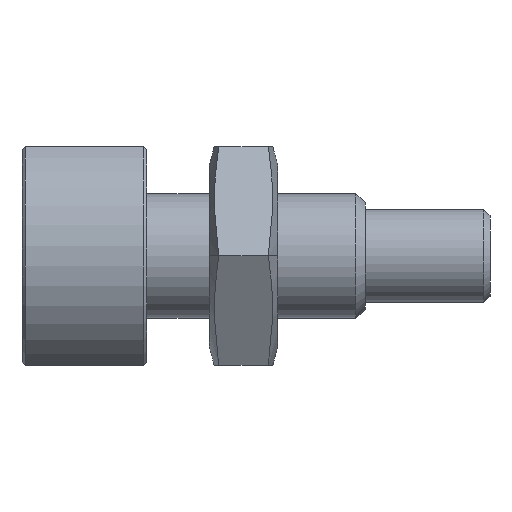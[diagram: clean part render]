
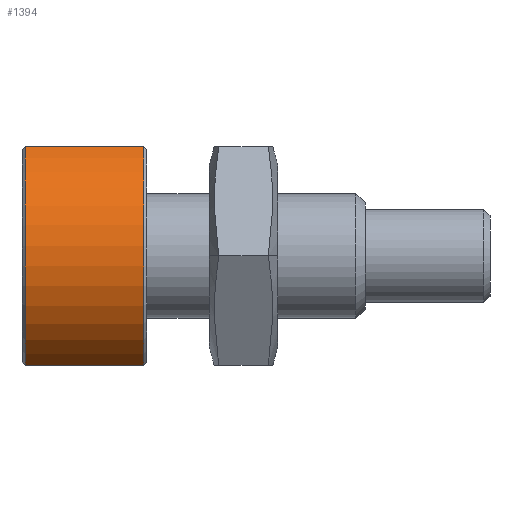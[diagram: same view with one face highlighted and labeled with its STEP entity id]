
A CAD part, top view. The second image highlights one B-rep face of the part: STEP entity #1394.
In plain terms, the highlighted cylindrical face has radius 4 mm (diameter 8 mm), a partial arc.
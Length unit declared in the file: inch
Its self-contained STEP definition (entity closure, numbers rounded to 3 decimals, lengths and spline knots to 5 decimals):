
#18 = AXIS2_PLACEMENT_3D ( 'NONE', #1656, #1592, #1795 ) ;
#156 = ORIENTED_EDGE ( 'NONE', *, *, #626, .F. ) ;
#168 = CARTESIAN_POINT ( 'NONE',  ( 0.15354, 0.1378, 0.07624 ) ) ;
#236 = AXIS2_PLACEMENT_3D ( 'NONE', #729, #726, #723 ) ;
#241 = AXIS2_PLACEMENT_3D ( 'NONE', #765, #761, #757 ) ;
#304 = CYLINDRICAL_SURFACE ( 'NONE', #18, 0.15748 ) ;
#331 = FACE_OUTER_BOUND ( 'NONE', #1475, .T. ) ;
#383 = CARTESIAN_POINT ( 'NONE',  ( 0.00394, -0.1378, 0.07624 ) ) ;
#571 = CARTESIAN_POINT ( 'NONE',  ( 0.59055, -0.1378, 0.07624 ) ) ;
#573 = EDGE_CURVE ( 'NONE', #1265, #1108, #802, .T. ) ;
#578 = EDGE_CURVE ( 'NONE', #1405, #1265, #794, .T. ) ;
#579 = DIRECTION ( 'NONE',  ( -1., 0., 0. ) ) ;
#584 = EDGE_CURVE ( 'NONE', #1108, #1510, #788, .T. ) ;
#626 = EDGE_CURVE ( 'NONE', #1405, #1510, #755, .T. ) ;
#723 = DIRECTION ( 'NONE',  ( 0., -1., 0. ) ) ;
#726 = DIRECTION ( 'NONE',  ( 1., 0., 0. ) ) ;
#729 = CARTESIAN_POINT ( 'NONE',  ( 0.00394, 0., 0. ) ) ;
#741 = VECTOR ( 'NONE', #579, 39.37008 ) ;
#755 = LINE ( 'NONE', #571, #741 ) ;
#757 = DIRECTION ( 'NONE',  ( 0., 1., 0. ) ) ;
#761 = DIRECTION ( 'NONE',  ( -1., 0., 0. ) ) ;
#765 = CARTESIAN_POINT ( 'NONE',  ( 0.15354, 0., 0. ) ) ;
#788 = CIRCLE ( 'NONE', #236, 0.15748 ) ;
#794 = CIRCLE ( 'NONE', #241, 0.15748 ) ;
#795 = VECTOR ( 'NONE', #847, 39.37008 ) ;
#802 = LINE ( 'NONE', #826, #795 ) ;
#826 = CARTESIAN_POINT ( 'NONE',  ( 0.59055, 0.1378, 0.07624 ) ) ;
#847 = DIRECTION ( 'NONE',  ( -1., 0., 0. ) ) ;
#1108 = VERTEX_POINT ( 'NONE', #1723 ) ;
#1179 = ORIENTED_EDGE ( 'NONE', *, *, #573, .T. ) ;
#1265 = VERTEX_POINT ( 'NONE', #168 ) ;
#1394 = ADVANCED_FACE ( 'NONE', ( #331 ), #304, .T. ) ;
#1405 = VERTEX_POINT ( 'NONE', #1682 ) ;
#1475 = EDGE_LOOP ( 'NONE', ( #156, #1629, #1179, #1622 ) ) ;
#1510 = VERTEX_POINT ( 'NONE', #383 ) ;
#1592 = DIRECTION ( 'NONE',  ( 1., 0., 0. ) ) ;
#1622 = ORIENTED_EDGE ( 'NONE', *, *, #584, .T. ) ;
#1629 = ORIENTED_EDGE ( 'NONE', *, *, #578, .T. ) ;
#1656 = CARTESIAN_POINT ( 'NONE',  ( 0.59055, 0., 0. ) ) ;
#1682 = CARTESIAN_POINT ( 'NONE',  ( 0.15354, -0.1378, 0.07624 ) ) ;
#1723 = CARTESIAN_POINT ( 'NONE',  ( 0.00394, 0.1378, 0.07624 ) ) ;
#1795 = DIRECTION ( 'NONE',  ( 0., -1., 0. ) ) ;
